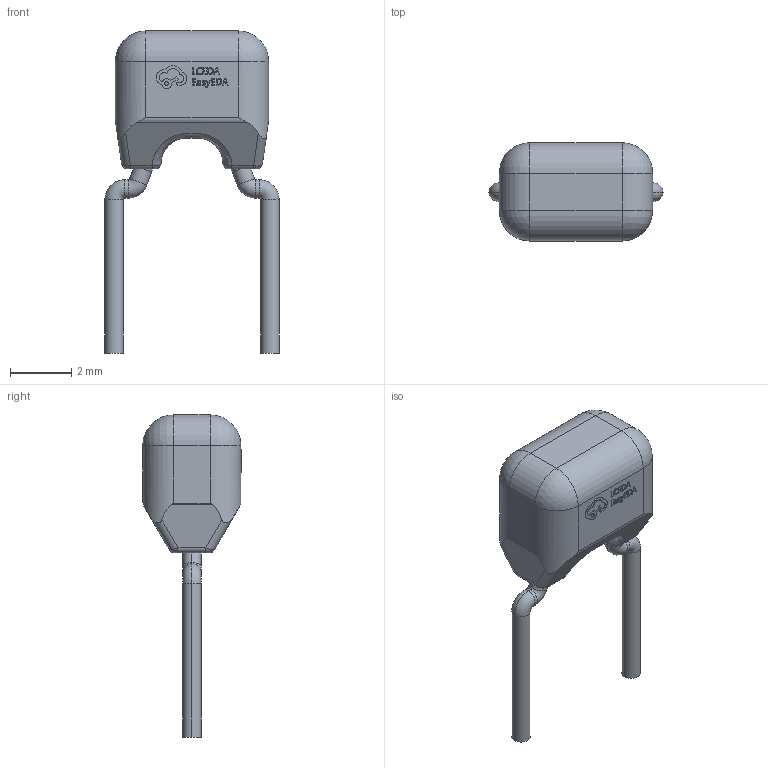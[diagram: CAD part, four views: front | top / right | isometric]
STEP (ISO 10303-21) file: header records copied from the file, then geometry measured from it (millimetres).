
FILE_DESCRIPTION (( 'STEP AP214' ), '1' );
FILE_NAME ('CAP-TH_L5.0-W3.2-P5.08-D0.6.STEP', '2023-04-17T10:22:11', ( '' ), ( '' ), 'SwSTEP 2.0', 'SolidWorks 2020', '' );
FILE_SCHEMA (( 'AUTOMOTIVE_DESIGN' ));
Length unit declared in the file: millimetre
Products named in the file (1): CAP-TH_L5.0-W3.2-P5.08-D0.6
Bounding box: 5.68 x 3.21 x 10.5 mm (x, y, z)
Volume: 58.6 mm3; surface area: 104.9 mm2
Topology: 1 solids, 1 shells, 307 faces, 807 edges, 519 vertices
Faces by surface type: plane 140, bspline 112, cylinder 43, torus 8, sphere 4
Entity records: 13584 total; most frequent: CARTESIAN_POINT 3479, ORIENTED_EDGE 1606, DIRECTION 998, EDGE_CURVE 803, VERTEX_POINT 519, LINE 482, VECTOR 482, EDGE_LOOP 328
